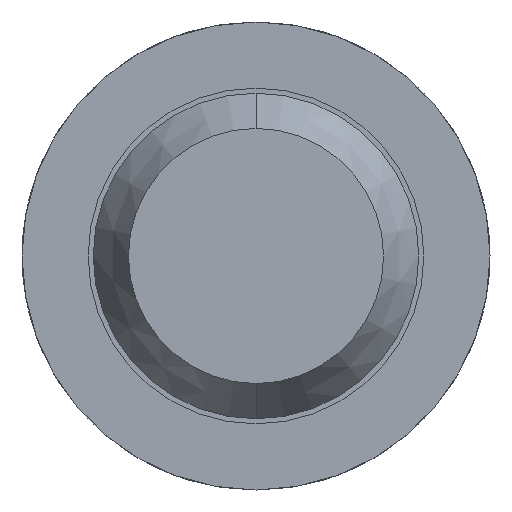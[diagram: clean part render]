
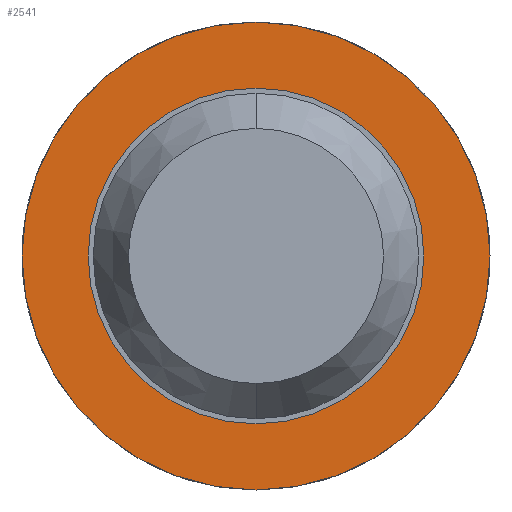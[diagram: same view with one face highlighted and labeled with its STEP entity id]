
A CAD part, front view. The second image highlights one B-rep face of the part: STEP entity #2541.
In plain terms, the highlighted planar face has unit normal (0, -1, 0).
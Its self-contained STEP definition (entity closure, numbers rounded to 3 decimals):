
#172 = VERTEX_POINT ( 'NONE', #2502 ) ;
#248 = AXIS2_PLACEMENT_3D ( 'NONE', #1170, #1450, #3047 ) ;
#271 = CARTESIAN_POINT ( 'NONE',  ( 0., -1.7, 0. ) ) ;
#442 = AXIS2_PLACEMENT_3D ( 'NONE', #1766, #3310, #1086 ) ;
#539 = AXIS2_PLACEMENT_3D ( 'NONE', #271, #555, #2775 ) ;
#555 = DIRECTION ( 'NONE',  ( 0., 1., 0. ) ) ;
#655 = FACE_BOUND ( 'NONE', #814, .T. ) ;
#763 = CIRCLE ( 'NONE', #1377, 0.825 ) ;
#814 = EDGE_LOOP ( 'NONE', ( #2657, #3079 ) ) ;
#1086 = DIRECTION ( 'NONE',  ( 0., 0., 1. ) ) ;
#1160 = VERTEX_POINT ( 'NONE', #1210 ) ;
#1170 = CARTESIAN_POINT ( 'NONE',  ( 0., -1.7, 0. ) ) ;
#1210 = CARTESIAN_POINT ( 'NONE',  ( 0., -1.7, -1.15 ) ) ;
#1243 = CIRCLE ( 'NONE', #539, 1.15 ) ;
#1284 = EDGE_CURVE ( 'Defeature ausgef�hrt1_7+Defeature ausgef�hrt1_6+Defeature ausgef�hrt1_6+Defeature ausgef�hrt1_6', #172, #2289, #763, .T. ) ;
#1377 = AXIS2_PLACEMENT_3D ( 'NONE', #1885, #2167, #2491 ) ;
#1450 = DIRECTION ( 'NONE',  ( 0., 1., 0. ) ) ;
#1619 = CARTESIAN_POINT ( 'NONE',  ( 0., -1.7, 0. ) ) ;
#1636 = EDGE_LOOP ( 'NONE', ( #3952, #3989 ) ) ;
#1673 = VERTEX_POINT ( 'NONE', #2151 ) ;
#1766 = CARTESIAN_POINT ( 'NONE',  ( 0.825, -1.7, 0. ) ) ;
#1885 = CARTESIAN_POINT ( 'NONE',  ( 0., -1.7, 0. ) ) ;
#2110 = EDGE_CURVE ( 'Defeature ausgef�hrt1_0+Defeature ausgef�hrt1_7+Defeature ausgef�hrt1_7+Defeature ausgef�hrt1_7', #1673, #1160, #4056, .T. ) ;
#2151 = CARTESIAN_POINT ( 'NONE',  ( 0., -1.7, 1.15 ) ) ;
#2167 = DIRECTION ( 'NONE',  ( 0., 1., 0. ) ) ;
#2289 = VERTEX_POINT ( 'NONE', #2553 ) ;
#2491 = DIRECTION ( 'NONE',  ( 0., 0., 1. ) ) ;
#2502 = CARTESIAN_POINT ( 'NONE',  ( 0., -1.7, -0.825 ) ) ;
#2541 = ADVANCED_FACE ( 'Defeature ausgef�hrt1_7', ( #2871, #655 ), #3021, .F. ) ;
#2546 = DIRECTION ( 'NONE',  ( 0., 1., 0. ) ) ;
#2553 = CARTESIAN_POINT ( 'NONE',  ( 0., -1.7, 0.825 ) ) ;
#2657 = ORIENTED_EDGE ( 'NONE', *, *, #3862, .T. ) ;
#2775 = DIRECTION ( 'NONE',  ( 0., 0., 1. ) ) ;
#2871 = FACE_OUTER_BOUND ( 'NONE', #1636, .T. ) ;
#2967 = CIRCLE ( 'NONE', #4077, 0.825 ) ;
#3021 = PLANE ( 'NONE',  #442 ) ;
#3047 = DIRECTION ( 'NONE',  ( 0., 0., 1. ) ) ;
#3079 = ORIENTED_EDGE ( 'NONE', *, *, #1284, .T. ) ;
#3310 = DIRECTION ( 'NONE',  ( 0., 1., 0. ) ) ;
#3617 = EDGE_CURVE ( 'Defeature ausgef�hrt1_0+Defeature ausgef�hrt1_7+Defeature ausgef�hrt1_7+Defeature ausgef�hrt1_7', #1160, #1673, #1243, .T. ) ;
#3862 = EDGE_CURVE ( 'Defeature ausgef�hrt1_7+Defeature ausgef�hrt1_6+Defeature ausgef�hrt1_6+Defeature ausgef�hrt1_6', #2289, #172, #2967, .T. ) ;
#3871 = DIRECTION ( 'NONE',  ( 0., 0., 1. ) ) ;
#3952 = ORIENTED_EDGE ( 'NONE', *, *, #2110, .F. ) ;
#3989 = ORIENTED_EDGE ( 'NONE', *, *, #3617, .F. ) ;
#4056 = CIRCLE ( 'NONE', #248, 1.15 ) ;
#4077 = AXIS2_PLACEMENT_3D ( 'NONE', #1619, #2546, #3871 ) ;
